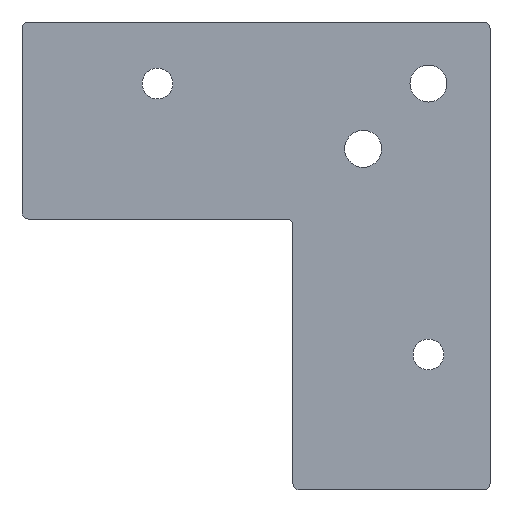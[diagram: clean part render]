
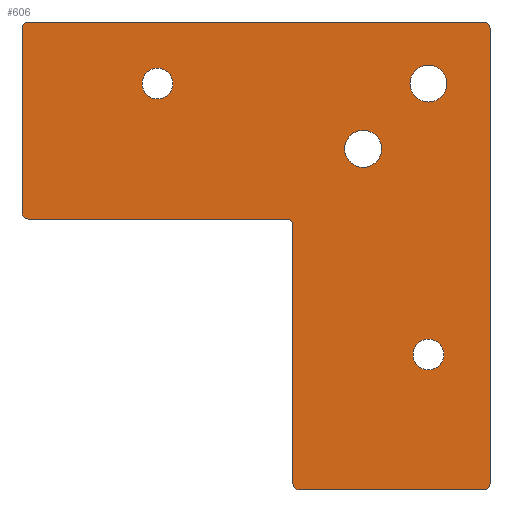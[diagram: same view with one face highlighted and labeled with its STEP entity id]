
A CAD part, front view. The second image highlights one B-rep face of the part: STEP entity #606.
In plain terms, the highlighted planar face has unit normal (0, -1, 0).
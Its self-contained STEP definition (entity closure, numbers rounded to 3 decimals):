
#33=LINE('',#958,#82);
#38=LINE('',#972,#87);
#43=LINE('',#983,#92);
#46=LINE('',#993,#95);
#62=LINE('',#1041,#111);
#63=LINE('',#1043,#112);
#82=VECTOR('',#771,10.);
#87=VECTOR('',#786,10.);
#92=VECTOR('',#797,10.);
#95=VECTOR('',#810,10.);
#111=VECTOR('',#864,10.);
#112=VECTOR('',#867,10.);
#134=FACE_BOUND('',#208,.T.);
#135=FACE_BOUND('',#209,.T.);
#136=FACE_BOUND('',#210,.T.);
#137=FACE_BOUND('',#211,.T.);
#168=FACE_OUTER_BOUND('',#207,.T.);
#207=EDGE_LOOP('',(#539,#540,#541,#542,#543,#544,#545,#546,#547,#548,#549,
#550));
#208=EDGE_LOOP('',(#551,#552));
#209=EDGE_LOOP('',(#553,#554));
#210=EDGE_LOOP('',(#555,#556));
#211=EDGE_LOOP('',(#557));
#217=CIRCLE('',#629,2.5);
#218=CIRCLE('',#630,2.5);
#224=CIRCLE('',#639,2.5);
#225=CIRCLE('',#640,2.5);
#227=CIRCLE('',#643,1.);
#235=CIRCLE('',#654,1.);
#236=CIRCLE('',#656,1.);
#237=CIRCLE('',#659,1.);
#238=CIRCLE('',#662,1.);
#239=CIRCLE('',#664,1.);
#240=CIRCLE('',#667,3.);
#241=CIRCLE('',#668,3.);
#246=CIRCLE('',#676,3.);
#252=VERTEX_POINT('',#885);
#253=VERTEX_POINT('',#887);
#259=VERTEX_POINT('',#904);
#260=VERTEX_POINT('',#906);
#263=VERTEX_POINT('',#913);
#264=VERTEX_POINT('',#915);
#283=VERTEX_POINT('',#957);
#284=VERTEX_POINT('',#961);
#285=VERTEX_POINT('',#965);
#286=VERTEX_POINT('',#966);
#287=VERTEX_POINT('',#971);
#288=VERTEX_POINT('',#975);
#289=VERTEX_POINT('',#977);
#290=VERTEX_POINT('',#981);
#291=VERTEX_POINT('',#987);
#292=VERTEX_POINT('',#989);
#293=VERTEX_POINT('',#995);
#294=VERTEX_POINT('',#996);
#299=VERTEX_POINT('',#1012);
#313=EDGE_CURVE('',#253,#252,#217,.T.);
#314=EDGE_CURVE('',#252,#253,#218,.T.);
#322=EDGE_CURVE('',#260,#259,#224,.T.);
#323=EDGE_CURVE('',#259,#260,#225,.T.);
#326=EDGE_CURVE('',#263,#264,#227,.T.);
#347=EDGE_CURVE('',#264,#283,#33,.T.);
#349=EDGE_CURVE('',#283,#284,#235,.T.);
#351=EDGE_CURVE('',#285,#286,#236,.T.);
#354=EDGE_CURVE('',#286,#287,#38,.T.);
#357=EDGE_CURVE('',#288,#289,#237,.T.);
#360=EDGE_CURVE('',#288,#290,#43,.T.);
#361=EDGE_CURVE('',#287,#290,#238,.T.);
#363=EDGE_CURVE('',#291,#292,#239,.T.);
#365=EDGE_CURVE('',#289,#291,#46,.T.);
#366=EDGE_CURVE('',#293,#294,#240,.T.);
#367=EDGE_CURVE('',#294,#293,#241,.T.);
#375=EDGE_CURVE('',#299,#299,#246,.T.);
#388=EDGE_CURVE('',#284,#285,#62,.T.);
#389=EDGE_CURVE('',#292,#263,#63,.T.);
#539=ORIENTED_EDGE('',*,*,#326,.F.);
#540=ORIENTED_EDGE('',*,*,#389,.F.);
#541=ORIENTED_EDGE('',*,*,#363,.F.);
#542=ORIENTED_EDGE('',*,*,#365,.F.);
#543=ORIENTED_EDGE('',*,*,#357,.F.);
#544=ORIENTED_EDGE('',*,*,#360,.T.);
#545=ORIENTED_EDGE('',*,*,#361,.F.);
#546=ORIENTED_EDGE('',*,*,#354,.F.);
#547=ORIENTED_EDGE('',*,*,#351,.F.);
#548=ORIENTED_EDGE('',*,*,#388,.F.);
#549=ORIENTED_EDGE('',*,*,#349,.F.);
#550=ORIENTED_EDGE('',*,*,#347,.F.);
#551=ORIENTED_EDGE('',*,*,#313,.T.);
#552=ORIENTED_EDGE('',*,*,#314,.T.);
#553=ORIENTED_EDGE('',*,*,#322,.T.);
#554=ORIENTED_EDGE('',*,*,#323,.T.);
#555=ORIENTED_EDGE('',*,*,#366,.T.);
#556=ORIENTED_EDGE('',*,*,#367,.T.);
#557=ORIENTED_EDGE('',*,*,#375,.T.);
#575=PLANE('',#686);
#606=ADVANCED_FACE('',(#168,#134,#135,#136,#137),#575,.F.);
#629=AXIS2_PLACEMENT_3D('',#888,#707,#708);
#630=AXIS2_PLACEMENT_3D('',#889,#709,#710);
#639=AXIS2_PLACEMENT_3D('',#907,#729,#730);
#640=AXIS2_PLACEMENT_3D('',#908,#731,#732);
#643=AXIS2_PLACEMENT_3D('',#916,#738,#739);
#654=AXIS2_PLACEMENT_3D('',#962,#775,#776);
#656=AXIS2_PLACEMENT_3D('',#967,#780,#781);
#659=AXIS2_PLACEMENT_3D('',#978,#791,#792);
#662=AXIS2_PLACEMENT_3D('',#985,#800,#801);
#664=AXIS2_PLACEMENT_3D('',#990,#805,#806);
#667=AXIS2_PLACEMENT_3D('',#997,#813,#814);
#668=AXIS2_PLACEMENT_3D('',#998,#815,#816);
#676=AXIS2_PLACEMENT_3D('',#1014,#834,#835);
#686=AXIS2_PLACEMENT_3D('',#1044,#868,#869);
#707=DIRECTION('center_axis',(0.,1.,0.));
#708=DIRECTION('ref_axis',(0.,0.,1.));
#709=DIRECTION('center_axis',(0.,1.,0.));
#710=DIRECTION('ref_axis',(0.,0.,1.));
#729=DIRECTION('center_axis',(0.,1.,0.));
#730=DIRECTION('ref_axis',(0.,0.,1.));
#731=DIRECTION('center_axis',(0.,1.,0.));
#732=DIRECTION('ref_axis',(0.,0.,1.));
#738=DIRECTION('center_axis',(0.,1.,0.));
#739=DIRECTION('ref_axis',(0.707,0.,-0.707));
#771=DIRECTION('',(-1.,0.,0.));
#775=DIRECTION('center_axis',(0.,1.,0.));
#776=DIRECTION('ref_axis',(-0.707,0.,-0.707));
#780=DIRECTION('center_axis',(0.,-1.,0.));
#781=DIRECTION('ref_axis',(0.707,0.,0.707));
#786=DIRECTION('',(-1.,0.,0.));
#791=DIRECTION('center_axis',(0.,1.,0.));
#792=DIRECTION('ref_axis',(-0.707,0.,0.707));
#797=DIRECTION('',(0.,0.,-1.));
#800=DIRECTION('center_axis',(0.,1.,0.));
#801=DIRECTION('ref_axis',(-0.707,0.,-0.707));
#805=DIRECTION('center_axis',(0.,1.,0.));
#806=DIRECTION('ref_axis',(0.707,0.,0.707));
#810=DIRECTION('',(1.,0.,0.));
#813=DIRECTION('center_axis',(0.,1.,0.));
#814=DIRECTION('ref_axis',(-1.,0.,0.));
#815=DIRECTION('center_axis',(0.,1.,0.));
#816=DIRECTION('ref_axis',(-1.,0.,0.));
#834=DIRECTION('center_axis',(0.,1.,0.));
#835=DIRECTION('ref_axis',(0.,0.,1.));
#864=DIRECTION('',(0.,0.,1.));
#867=DIRECTION('',(0.,0.,-1.));
#868=DIRECTION('center_axis',(0.,1.,0.));
#869=DIRECTION('ref_axis',(1.,0.,0.));
#885=CARTESIAN_POINT('',(14.55,0.,-47.893));
#887=CARTESIAN_POINT('',(14.55,0.,-42.893));
#888=CARTESIAN_POINT('Origin',(14.55,0.,-45.393));
#889=CARTESIAN_POINT('Origin',(14.55,0.,-45.393));
#904=CARTESIAN_POINT('',(-29.45,0.,-3.893));
#906=CARTESIAN_POINT('',(-29.45,0.,1.107));
#907=CARTESIAN_POINT('Origin',(-29.45,0.,-1.393));
#908=CARTESIAN_POINT('Origin',(-29.45,0.,-1.393));
#913=CARTESIAN_POINT('',(24.55,0.,-66.393));
#915=CARTESIAN_POINT('',(23.55,0.,-67.393));
#916=CARTESIAN_POINT('Origin',(23.55,0.,-66.393));
#957=CARTESIAN_POINT('',(-6.45,0.,-67.393));
#958=CARTESIAN_POINT('',(24.55,0.,-67.393));
#961=CARTESIAN_POINT('',(-7.45,0.,-66.393));
#962=CARTESIAN_POINT('Origin',(-6.45,0.,-66.393));
#965=CARTESIAN_POINT('',(-7.45,0.,-24.393));
#966=CARTESIAN_POINT('',(-8.45,0.,-23.393));
#967=CARTESIAN_POINT('Origin',(-8.45,0.,-24.393));
#971=CARTESIAN_POINT('',(-50.45,0.,-23.393));
#972=CARTESIAN_POINT('',(-7.45,0.,-23.393));
#975=CARTESIAN_POINT('',(-51.45,0.,7.607));
#977=CARTESIAN_POINT('',(-50.45,0.,8.607));
#978=CARTESIAN_POINT('Origin',(-50.45,0.,7.607));
#981=CARTESIAN_POINT('',(-51.45,0.,-22.393));
#983=CARTESIAN_POINT('',(-51.45,0.,8.607));
#985=CARTESIAN_POINT('Origin',(-50.45,0.,-22.393));
#987=CARTESIAN_POINT('',(23.55,0.,8.607));
#989=CARTESIAN_POINT('',(24.55,0.,7.607));
#990=CARTESIAN_POINT('Origin',(23.55,0.,7.607));
#993=CARTESIAN_POINT('',(-51.45,0.,8.607));
#995=CARTESIAN_POINT('',(3.95,0.,-14.993));
#996=CARTESIAN_POINT('',(6.95,0.,-11.993));
#997=CARTESIAN_POINT('Origin',(3.95,0.,-11.993));
#998=CARTESIAN_POINT('Origin',(3.95,0.,-11.993));
#1012=CARTESIAN_POINT('',(14.55,0.,-4.393));
#1014=CARTESIAN_POINT('Origin',(14.55,0.,-1.393));
#1041=CARTESIAN_POINT('',(-7.45,0.,-67.393));
#1043=CARTESIAN_POINT('',(24.55,0.,8.607));
#1044=CARTESIAN_POINT('Origin',(-13.45,0.,-29.393));
